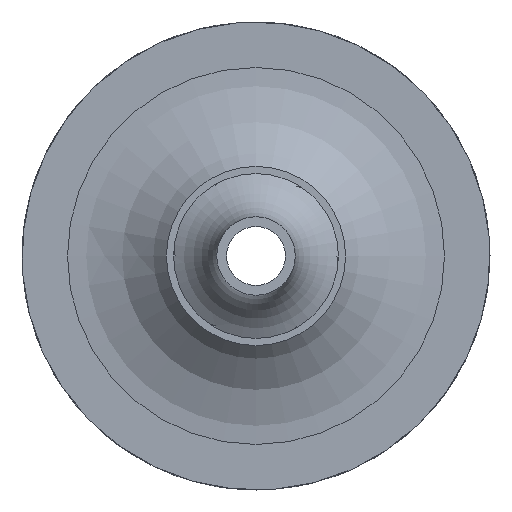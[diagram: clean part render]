
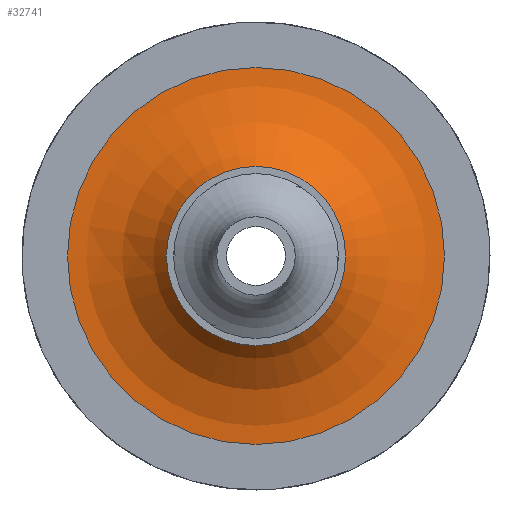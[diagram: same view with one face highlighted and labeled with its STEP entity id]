
A CAD part, left-side view. The second image highlights one B-rep face of the part: STEP entity #32741.
In plain terms, the highlighted toroidal (fillet/blend) face has major radius 288.37 mm and minor radius 195.698 mm.
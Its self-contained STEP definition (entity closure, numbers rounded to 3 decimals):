
#452 = PLANE('',#453);
#453 = AXIS2_PLACEMENT_3D('',#454,#455,#456);
#454 = CARTESIAN_POINT('',(-42.9,0.,0.));
#455 = DIRECTION('',(-1.,-0.,-0.));
#456 = DIRECTION('',(-0.,-1.,-0.));
#10606 = PLANE('',#10607);
#10607 = AXIS2_PLACEMENT_3D('',#10608,#10609,#10610);
#10608 = CARTESIAN_POINT('',(-114.55,0.,0.));
#10609 = DIRECTION('',(1.,0.,0.));
#10610 = DIRECTION('',(-0.,1.,0.));
#32541 = EDGE_CURVE('',#32542,#32542,#32544,.T.);
#32542 = VERTEX_POINT('',#32543);
#32543 = CARTESIAN_POINT('',(-42.9,288.37,0.));
#32544 = SURFACE_CURVE('',#32545,(#32550,#32561),.PCURVE_S1.);
#32545 = CIRCLE('',#32546,288.37);
#32546 = AXIS2_PLACEMENT_3D('',#32547,#32548,#32549);
#32547 = CARTESIAN_POINT('',(-42.9,0.,0.));
#32548 = DIRECTION('',(1.,0.,0.));
#32549 = DIRECTION('',(-0.,1.,0.));
#32550 = PCURVE('',#452,#32551);
#32551 = DEFINITIONAL_REPRESENTATION('',(#32552),#32560);
#32552 = ( BOUNDED_CURVE() B_SPLINE_CURVE(2,(#32553,#32554,#32555,#32556
    ,#32557,#32558,#32559),.UNSPECIFIED.,.T.,.F.) 
B_SPLINE_CURVE_WITH_KNOTS((1,2,2,2,2,1),(-2.094,0.,
    2.094,4.189,6.283,8.378),
.UNSPECIFIED.) CURVE() GEOMETRIC_REPRESENTATION_ITEM() 
RATIONAL_B_SPLINE_CURVE((1.,0.5,1.,0.5,1.,0.5,1.)) REPRESENTATION_ITEM(
  '') );
#32553 = CARTESIAN_POINT('',(-288.37,0.));
#32554 = CARTESIAN_POINT('',(-288.37,499.471));
#32555 = CARTESIAN_POINT('',(144.185,249.736));
#32556 = CARTESIAN_POINT('',(576.74,0.));
#32557 = CARTESIAN_POINT('',(144.185,-249.736));
#32558 = CARTESIAN_POINT('',(-288.37,-499.471));
#32559 = CARTESIAN_POINT('',(-288.37,0.));
#32560 = ( GEOMETRIC_REPRESENTATION_CONTEXT(2) 
PARAMETRIC_REPRESENTATION_CONTEXT() REPRESENTATION_CONTEXT('2D SPACE',''
  ) );
#32561 = PCURVE('',#32562,#32567);
#32562 = TOROIDAL_SURFACE('',#32563,288.37,195.698);
#32563 = AXIS2_PLACEMENT_3D('',#32564,#32565,#32566);
#32564 = CARTESIAN_POINT('',(-238.598,0.,0.));
#32565 = DIRECTION('',(-1.,-0.,-0.));
#32566 = DIRECTION('',(-0.,1.,0.));
#32567 = DEFINITIONAL_REPRESENTATION('',(#32568),#32572);
#32568 = LINE('',#32569,#32570);
#32569 = CARTESIAN_POINT('',(-0.,4.712));
#32570 = VECTOR('',#32571,1.);
#32571 = DIRECTION('',(-1.,0.));
#32572 = ( GEOMETRIC_REPRESENTATION_CONTEXT(2) 
PARAMETRIC_REPRESENTATION_CONTEXT() REPRESENTATION_CONTEXT('2D SPACE',''
  ) );
#32700 = EDGE_CURVE('',#32701,#32701,#32703,.T.);
#32701 = VERTEX_POINT('',#32702);
#32702 = CARTESIAN_POINT('',(-114.55,137.01,0.));
#32703 = SURFACE_CURVE('',#32704,(#32709,#32716),.PCURVE_S1.);
#32704 = CIRCLE('',#32705,137.01);
#32705 = AXIS2_PLACEMENT_3D('',#32706,#32707,#32708);
#32706 = CARTESIAN_POINT('',(-114.55,0.,0.));
#32707 = DIRECTION('',(1.,0.,0.));
#32708 = DIRECTION('',(-0.,1.,0.));
#32709 = PCURVE('',#10606,#32710);
#32710 = DEFINITIONAL_REPRESENTATION('',(#32711),#32715);
#32711 = CIRCLE('',#32712,137.01);
#32712 = AXIS2_PLACEMENT_2D('',#32713,#32714);
#32713 = CARTESIAN_POINT('',(0.,0.));
#32714 = DIRECTION('',(1.,-0.));
#32715 = ( GEOMETRIC_REPRESENTATION_CONTEXT(2) 
PARAMETRIC_REPRESENTATION_CONTEXT() REPRESENTATION_CONTEXT('2D SPACE',''
  ) );
#32716 = PCURVE('',#32562,#32717);
#32717 = DEFINITIONAL_REPRESENTATION('',(#32718),#32722);
#32718 = LINE('',#32719,#32720);
#32719 = CARTESIAN_POINT('',(-0.,3.828));
#32720 = VECTOR('',#32721,1.);
#32721 = DIRECTION('',(-1.,0.));
#32722 = ( GEOMETRIC_REPRESENTATION_CONTEXT(2) 
PARAMETRIC_REPRESENTATION_CONTEXT() REPRESENTATION_CONTEXT('2D SPACE',''
  ) );
#32741 = ADVANCED_FACE('',(#32742),#32562,.F.);
#32742 = FACE_BOUND('',#32743,.T.);
#32743 = EDGE_LOOP('',(#32744,#32745,#32767,#32768));
#32744 = ORIENTED_EDGE('',*,*,#32700,.T.);
#32745 = ORIENTED_EDGE('',*,*,#32746,.T.);
#32746 = EDGE_CURVE('',#32701,#32542,#32747,.T.);
#32747 = SEAM_CURVE('',#32748,(#32753,#32760),.PCURVE_S1.);
#32748 = CIRCLE('',#32749,195.698);
#32749 = AXIS2_PLACEMENT_3D('',#32750,#32751,#32752);
#32750 = CARTESIAN_POINT('',(-238.598,288.37,0.));
#32751 = DIRECTION('',(0.,0.,1.));
#32752 = DIRECTION('',(0.634,-0.773,0.));
#32753 = PCURVE('',#32562,#32754);
#32754 = DEFINITIONAL_REPRESENTATION('',(#32755),#32759);
#32755 = LINE('',#32756,#32757);
#32756 = CARTESIAN_POINT('',(-6.283,3.828));
#32757 = VECTOR('',#32758,1.);
#32758 = DIRECTION('',(-0.,1.));
#32759 = ( GEOMETRIC_REPRESENTATION_CONTEXT(2) 
PARAMETRIC_REPRESENTATION_CONTEXT() REPRESENTATION_CONTEXT('2D SPACE',''
  ) );
#32760 = PCURVE('',#32562,#32761);
#32761 = DEFINITIONAL_REPRESENTATION('',(#32762),#32766);
#32762 = LINE('',#32763,#32764);
#32763 = CARTESIAN_POINT('',(-0.,3.828));
#32764 = VECTOR('',#32765,1.);
#32765 = DIRECTION('',(-0.,1.));
#32766 = ( GEOMETRIC_REPRESENTATION_CONTEXT(2) 
PARAMETRIC_REPRESENTATION_CONTEXT() REPRESENTATION_CONTEXT('2D SPACE',''
  ) );
#32767 = ORIENTED_EDGE('',*,*,#32541,.F.);
#32768 = ORIENTED_EDGE('',*,*,#32746,.F.);
